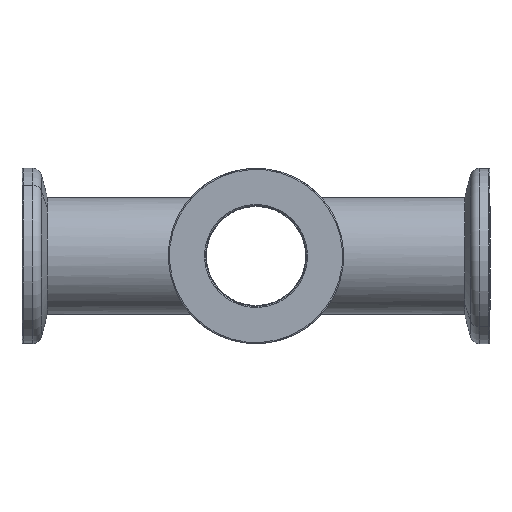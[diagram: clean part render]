
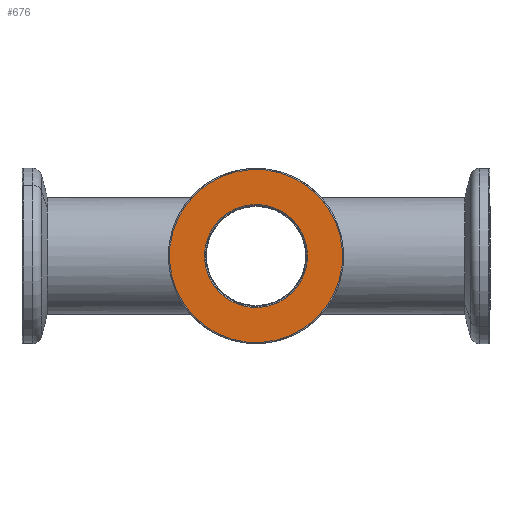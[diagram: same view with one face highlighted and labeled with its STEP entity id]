
A CAD part, front view. The second image highlights one B-rep face of the part: STEP entity #676.
In plain terms, the highlighted planar face has unit normal (0, -1, 0).
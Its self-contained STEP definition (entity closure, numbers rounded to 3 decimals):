
#26 = AXIS2_PLACEMENT_3D ( 'NONE', #1095, #302, #224 ) ;
#30 = EDGE_CURVE ( 'NONE', #648, #175, #411, .T. ) ;
#128 = EDGE_CURVE ( 'NONE', #416, #993, #289, .T. ) ;
#135 = DIRECTION ( 'NONE',  ( 0., 0., -1. ) ) ;
#163 = DIRECTION ( 'NONE',  ( 0., -1., 0. ) ) ;
#175 = VERTEX_POINT ( 'NONE', #290 ) ;
#194 = ORIENTED_EDGE ( 'NONE', *, *, #668, .T. ) ;
#224 = DIRECTION ( 'NONE',  ( 0., 0., -1. ) ) ;
#228 = ORIENTED_EDGE ( 'NONE', *, *, #30, .T. ) ;
#240 = CARTESIAN_POINT ( 'NONE',  ( 0., 0., 0. ) ) ;
#252 = CARTESIAN_POINT ( 'NONE',  ( -8.6, 0., 0. ) ) ;
#276 = AXIS2_PLACEMENT_3D ( 'NONE', #252, #438, #1008 ) ;
#289 = CIRCLE ( 'NONE', #933, 8.8 ) ;
#290 = CARTESIAN_POINT ( 'NONE',  ( 0., 0., -14.8 ) ) ;
#302 = DIRECTION ( 'NONE',  ( 0., -1., 0. ) ) ;
#340 = CIRCLE ( 'NONE', #943, 8.8 ) ;
#411 = CIRCLE ( 'NONE', #26, 14.8 ) ;
#413 = DIRECTION ( 'NONE',  ( 0., 0., -1. ) ) ;
#416 = VERTEX_POINT ( 'NONE', #493 ) ;
#418 = EDGE_LOOP ( 'NONE', ( #194, #228 ) ) ;
#438 = DIRECTION ( 'NONE',  ( 0., -1., 0. ) ) ;
#442 = ORIENTED_EDGE ( 'NONE', *, *, #964, .T. ) ;
#492 = ORIENTED_EDGE ( 'NONE', *, *, #128, .T. ) ;
#493 = CARTESIAN_POINT ( 'NONE',  ( 0., 0., -8.8 ) ) ;
#552 = DIRECTION ( 'NONE',  ( 0., 1., 0. ) ) ;
#555 = FACE_BOUND ( 'NONE', #653, .T. ) ;
#577 = FACE_OUTER_BOUND ( 'NONE', #418, .T. ) ;
#648 = VERTEX_POINT ( 'NONE', #849 ) ;
#653 = EDGE_LOOP ( 'NONE', ( #492, #442 ) ) ;
#668 = EDGE_CURVE ( 'NONE', #175, #648, #991, .T. ) ;
#676 = ADVANCED_FACE ( 'NONE', ( #577, #555 ), #947, .T. ) ;
#682 = CARTESIAN_POINT ( 'NONE',  ( 0., 0., 0. ) ) ;
#754 = DIRECTION ( 'NONE',  ( 0., 0., -1. ) ) ;
#782 = DIRECTION ( 'NONE',  ( 0., 1., 0. ) ) ;
#849 = CARTESIAN_POINT ( 'NONE',  ( 0., 0., 14.8 ) ) ;
#877 = AXIS2_PLACEMENT_3D ( 'NONE', #682, #163, #754 ) ;
#899 = CARTESIAN_POINT ( 'NONE',  ( 0., 0., 0. ) ) ;
#933 = AXIS2_PLACEMENT_3D ( 'NONE', #899, #552, #413 ) ;
#938 = CARTESIAN_POINT ( 'NONE',  ( 0., 0., 8.8 ) ) ;
#943 = AXIS2_PLACEMENT_3D ( 'NONE', #240, #782, #135 ) ;
#947 = PLANE ( 'NONE',  #276 ) ;
#964 = EDGE_CURVE ( 'NONE', #993, #416, #340, .T. ) ;
#991 = CIRCLE ( 'NONE', #877, 14.8 ) ;
#993 = VERTEX_POINT ( 'NONE', #938 ) ;
#1008 = DIRECTION ( 'NONE',  ( 0., 0., -1. ) ) ;
#1095 = CARTESIAN_POINT ( 'NONE',  ( 0., 0., 0. ) ) ;
